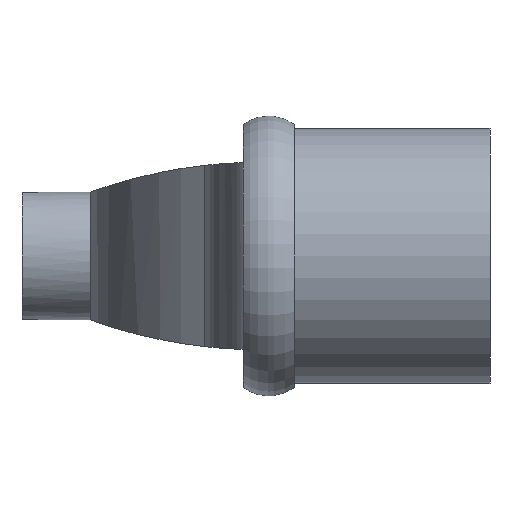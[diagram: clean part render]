
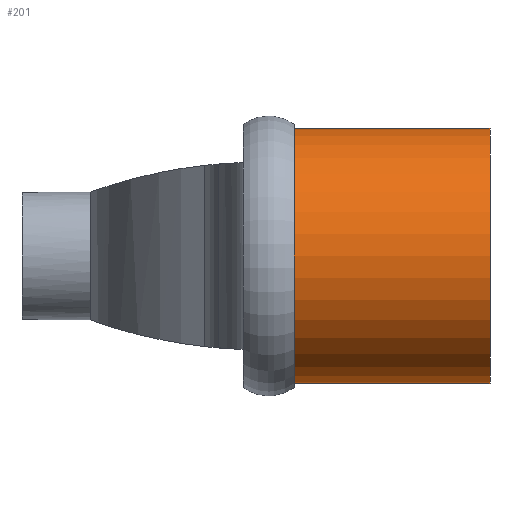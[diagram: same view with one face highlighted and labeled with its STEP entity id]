
A CAD part, left-side view. The second image highlights one B-rep face of the part: STEP entity #201.
In plain terms, the highlighted cylindrical face has radius 15 mm (diameter 30 mm), a full revolution.
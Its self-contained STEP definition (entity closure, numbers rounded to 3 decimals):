
#113=CYLINDRICAL_SURFACE('',#959,15.);
#201=ADVANCED_FACE('',(#264,#265),#113,.T.);
#264=FACE_BOUND('',#430,.T.);
#265=FACE_BOUND('',#431,.T.);
#430=EDGE_LOOP('',(#520));
#431=EDGE_LOOP('',(#521));
#520=ORIENTED_EDGE('',*,*,#800,.F.);
#521=ORIENTED_EDGE('',*,*,#843,.F.);
#718=VERTEX_POINT('',#1154);
#756=VERTEX_POINT('',#1279);
#800=EDGE_CURVE('',#718,#718,#923,.T.);
#843=EDGE_CURVE('',#756,#756,#933,.T.);
#923=CIRCLE('',#939,15.);
#933=CIRCLE('',#958,15.);
#939=AXIS2_PLACEMENT_3D('',#1153,#993,#994);
#958=AXIS2_PLACEMENT_3D('',#1278,#1053,#1054);
#959=AXIS2_PLACEMENT_3D('',#1280,#1055,#1056);
#993=DIRECTION('',(0.,-1.,0.));
#994=DIRECTION('',(0.,0.,-1.));
#1053=DIRECTION('',(0.,1.,0.));
#1054=DIRECTION('',(0.,0.,1.));
#1055=DIRECTION('',(0.,-1.,0.));
#1056=DIRECTION('',(0.,0.,-1.));
#1153=CARTESIAN_POINT('',(119.5,24.75,0.));
#1154=CARTESIAN_POINT('',(119.5,24.75,-15.));
#1278=CARTESIAN_POINT('',(119.5,47.75,0.));
#1279=CARTESIAN_POINT('',(119.5,47.75,15.));
#1280=CARTESIAN_POINT('',(119.5,12.25,0.));
